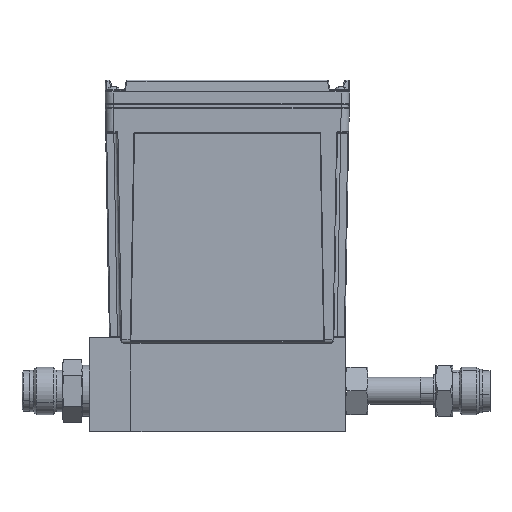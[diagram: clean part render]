
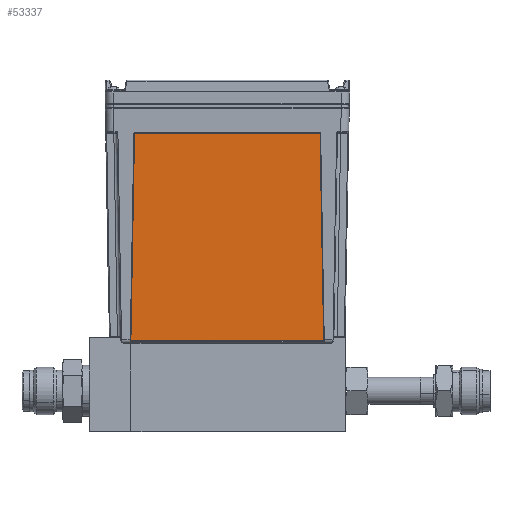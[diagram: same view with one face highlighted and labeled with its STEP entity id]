
A CAD part, top view. The second image highlights one B-rep face of the part: STEP entity #53337.
In plain terms, the highlighted planar face has unit normal (0, -0.018, 1).
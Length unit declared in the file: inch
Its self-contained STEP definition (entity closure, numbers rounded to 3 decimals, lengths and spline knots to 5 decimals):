
#2802 = AXIS2_PLACEMENT_3D ( 'NONE', #32110, #3398, #36955 ) ;
#3398 = DIRECTION ( 'NONE',  ( 0., -0.017, 1. ) ) ;
#3872 = DIRECTION ( 'NONE',  ( 1., 0., 0. ) ) ;
#4127 = CARTESIAN_POINT ( 'NONE',  ( 0.70385, 4.63895, 1.02987 ) ) ;
#6143 = LINE ( 'NONE', #37867, #41497 ) ;
#6163 = VERTEX_POINT ( 'NONE', #28942 ) ;
#7215 = EDGE_LOOP ( 'NONE', ( #39967, #51469, #11231, #39554, #31329, #61961, #13401, #62256 ) ) ;
#9175 = CIRCLE ( 'NONE', #2802, 0.02 ) ;
#11231 = ORIENTED_EDGE ( 'NONE', *, *, #39862, .T. ) ;
#13375 = LINE ( 'NONE', #21650, #38973 ) ;
#13401 = ORIENTED_EDGE ( 'NONE', *, *, #17111, .T. ) ;
#13863 = DIRECTION ( 'NONE',  ( -0.017, -1., -0.017 ) ) ;
#15265 = VERTEX_POINT ( 'NONE', #23510 ) ;
#16273 = CARTESIAN_POINT ( 'NONE',  ( -2.67685, 4.63895, 1.02987 ) ) ;
#16285 = CARTESIAN_POINT ( 'NONE',  ( -2.67685, 4.61895, 1.02953 ) ) ;
#17111 = EDGE_CURVE ( 'NONE', #15265, #35082, #6143, .T. ) ;
#17844 = CARTESIAN_POINT ( 'NONE',  ( -0.9865, 4.63895, 1.02987 ) ) ;
#19380 = CARTESIAN_POINT ( 'NONE',  ( 0.72384, 4.6193, 1.02953 ) ) ;
#20112 = EDGE_CURVE ( 'NONE', #61259, #41192, #56673, .T. ) ;
#21078 = DIRECTION ( 'NONE',  ( 1., 0., 0. ) ) ;
#21650 = CARTESIAN_POINT ( 'NONE',  ( -2.7635, 0.80953, 0.96303 ) ) ;
#22689 = DIRECTION ( 'NONE',  ( 1., 0., 0. ) ) ;
#23510 = CARTESIAN_POINT ( 'NONE',  ( -2.69684, 4.6193, 1.02953 ) ) ;
#24485 = CARTESIAN_POINT ( 'NONE',  ( 0.77015, 0.82953, 0.96338 ) ) ;
#24855 = EDGE_CURVE ( 'NONE', #35082, #36118, #9175, .T. ) ;
#27325 = PLANE ( 'NONE',  #38732 ) ;
#28049 = CARTESIAN_POINT ( 'NONE',  ( 0.7235, 4.63895, 1.02987 ) ) ;
#28214 = DIRECTION ( 'NONE',  ( 0., -0.017, 1. ) ) ;
#28942 = CARTESIAN_POINT ( 'NONE',  ( 0.79014, 0.82988, 0.96339 ) ) ;
#29309 = DIRECTION ( 'NONE',  ( 1., 0., 0. ) ) ;
#30536 = EDGE_CURVE ( 'NONE', #36118, #33537, #13375, .T. ) ;
#31329 = ORIENTED_EDGE ( 'NONE', *, *, #34561, .T. ) ;
#32110 = CARTESIAN_POINT ( 'NONE',  ( -2.74315, 0.82953, 0.96338 ) ) ;
#33537 = VERTEX_POINT ( 'NONE', #46840 ) ;
#34561 = EDGE_CURVE ( 'NONE', #41192, #43176, #36898, .T. ) ;
#35082 = VERTEX_POINT ( 'NONE', #49406 ) ;
#36118 = VERTEX_POINT ( 'NONE', #49463 ) ;
#36898 = LINE ( 'NONE', #28049, #59671 ) ;
#36955 = DIRECTION ( 'NONE',  ( 1., 0., 0. ) ) ;
#37867 = CARTESIAN_POINT ( 'NONE',  ( -2.6965, 4.63895, 1.02987 ) ) ;
#38732 = AXIS2_PLACEMENT_3D ( 'NONE', #17844, #51669, #22689 ) ;
#38973 = VECTOR ( 'NONE', #3872, 39.37008 ) ;
#39394 = CARTESIAN_POINT ( 'NONE',  ( 0.7905, 0.80953, 0.96303 ) ) ;
#39554 = ORIENTED_EDGE ( 'NONE', *, *, #20112, .T. ) ;
#39862 = EDGE_CURVE ( 'NONE', #6163, #61259, #60770, .T. ) ;
#39967 = ORIENTED_EDGE ( 'NONE', *, *, #30536, .T. ) ;
#41192 = VERTEX_POINT ( 'NONE', #4127 ) ;
#41497 = VECTOR ( 'NONE', #13863, 39.37008 ) ;
#42635 = DIRECTION ( 'NONE',  ( -1., 0., 0. ) ) ;
#43176 = VERTEX_POINT ( 'NONE', #16273 ) ;
#44277 = DIRECTION ( 'NONE',  ( -0.017, 1., 0.017 ) ) ;
#44646 = CIRCLE ( 'NONE', #56875, 0.02 ) ;
#46840 = CARTESIAN_POINT ( 'NONE',  ( 0.77015, 0.80953, 0.96303 ) ) ;
#47860 = VECTOR ( 'NONE', #44277, 39.37008 ) ;
#49406 = CARTESIAN_POINT ( 'NONE',  ( -2.76314, 0.82988, 0.96339 ) ) ;
#49463 = CARTESIAN_POINT ( 'NONE',  ( -2.74315, 0.80953, 0.96303 ) ) ;
#50072 = DIRECTION ( 'NONE',  ( 0., -0.017, 1. ) ) ;
#50168 = EDGE_CURVE ( 'NONE', #43176, #15265, #44646, .T. ) ;
#51469 = ORIENTED_EDGE ( 'NONE', *, *, #54078, .T. ) ;
#51669 = DIRECTION ( 'NONE',  ( 0., -0.017, 1. ) ) ;
#53304 = AXIS2_PLACEMENT_3D ( 'NONE', #57237, #28214, #62110 ) ;
#53337 = ADVANCED_FACE ( 'NONE', ( #60023 ), #27325, .T. ) ;
#54078 = EDGE_CURVE ( 'NONE', #33537, #6163, #57183, .T. ) ;
#54268 = AXIS2_PLACEMENT_3D ( 'NONE', #24485, #58355, #29309 ) ;
#56673 = CIRCLE ( 'NONE', #53304, 0.02 ) ;
#56875 = AXIS2_PLACEMENT_3D ( 'NONE', #16285, #50072, #21078 ) ;
#57183 = CIRCLE ( 'NONE', #54268, 0.02 ) ;
#57237 = CARTESIAN_POINT ( 'NONE',  ( 0.70385, 4.61895, 1.02953 ) ) ;
#58355 = DIRECTION ( 'NONE',  ( 0., -0.017, 1. ) ) ;
#59671 = VECTOR ( 'NONE', #42635, 39.37008 ) ;
#60023 = FACE_OUTER_BOUND ( 'NONE', #7215, .T. ) ;
#60770 = LINE ( 'NONE', #39394, #47860 ) ;
#61259 = VERTEX_POINT ( 'NONE', #19380 ) ;
#61961 = ORIENTED_EDGE ( 'NONE', *, *, #50168, .T. ) ;
#62110 = DIRECTION ( 'NONE',  ( 1., 0., 0. ) ) ;
#62256 = ORIENTED_EDGE ( 'NONE', *, *, #24855, .T. ) ;
